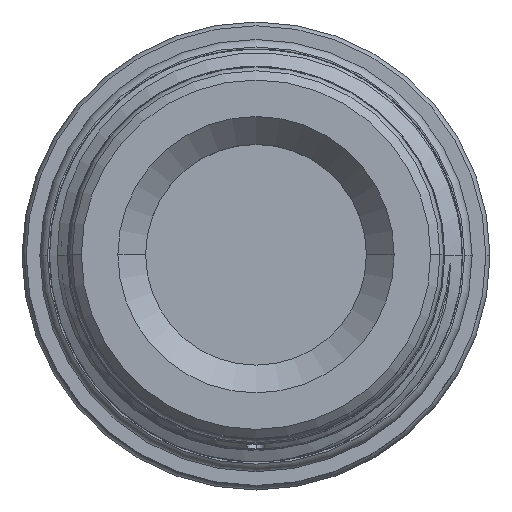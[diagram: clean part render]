
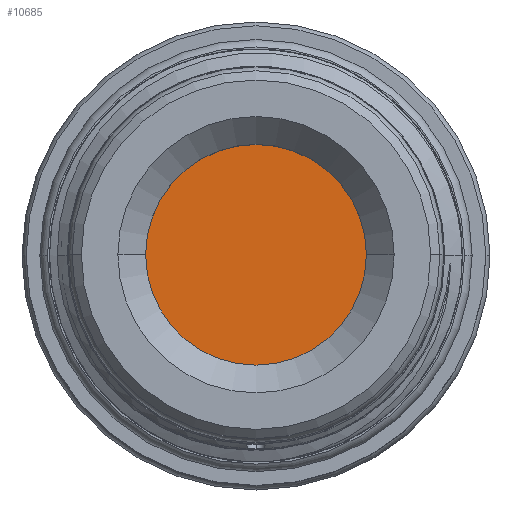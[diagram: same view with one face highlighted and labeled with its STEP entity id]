
A CAD part, top view. The second image highlights one B-rep face of the part: STEP entity #10685.
In plain terms, the highlighted planar face has unit normal (0, 0, 1).
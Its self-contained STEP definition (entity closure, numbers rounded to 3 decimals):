
#3078 = EDGE_CURVE ( 'NONE', #18514, #18637, #7834, .T. ) ;
#3140 = EDGE_CURVE ( 'NONE', #18637, #18514, #8018, .T. ) ;
#7834 = CIRCLE ( 'NONE', #10513, 9.525 ) ;
#8018 = CIRCLE ( 'NONE', #10409, 9.525 ) ;
#8446 = EDGE_LOOP ( 'NONE', ( #21341, #21342 ) ) ;
#9673 = FACE_OUTER_BOUND ( 'NONE', #8446, .T. ) ;
#10409 = AXIS2_PLACEMENT_3D ( 'NONE', #19414, #19415, #19416 ) ;
#10513 = AXIS2_PLACEMENT_3D ( 'NONE', #11330, #11365, #11362 ) ;
#10685 = ADVANCED_FACE ( 'NONE', ( #9673 ), #11759, .F. ) ;
#11225 = DIRECTION ( 'NONE',  ( 0., 0., -1. ) ) ;
#11330 = CARTESIAN_POINT ( 'NONE',  ( 0., 0., 4.63 ) ) ;
#11362 = DIRECTION ( 'NONE',  ( -1., 0., 0. ) ) ;
#11365 = DIRECTION ( 'NONE',  ( 0., 0., -1. ) ) ;
#11399 = CARTESIAN_POINT ( 'NONE',  ( 0., 0., 4.63 ) ) ;
#11759 = PLANE ( 'NONE',  #14276 ) ;
#11768 = DIRECTION ( 'NONE',  ( -1., 0., 0. ) ) ;
#14276 = AXIS2_PLACEMENT_3D ( 'NONE', #11399, #11225, #11768 ) ;
#17752 = CARTESIAN_POINT ( 'NONE',  ( 9.525, 0., 4.63 ) ) ;
#17843 = CARTESIAN_POINT ( 'NONE',  ( -9.525, 0., 4.63 ) ) ;
#18514 = VERTEX_POINT ( 'NONE', #17752 ) ;
#18637 = VERTEX_POINT ( 'NONE', #17843 ) ;
#19414 = CARTESIAN_POINT ( 'NONE',  ( 0., 0., 4.63 ) ) ;
#19415 = DIRECTION ( 'NONE',  ( 0., 0., -1. ) ) ;
#19416 = DIRECTION ( 'NONE',  ( -1., 0., 0. ) ) ;
#21341 = ORIENTED_EDGE ( 'NONE', *, *, #3078, .F. ) ;
#21342 = ORIENTED_EDGE ( 'NONE', *, *, #3140, .F. ) ;
